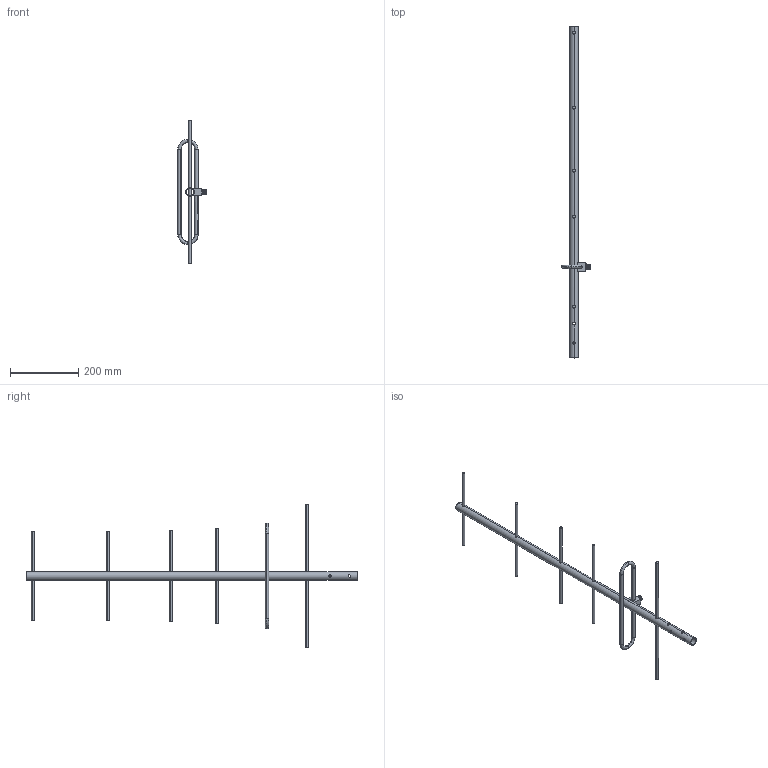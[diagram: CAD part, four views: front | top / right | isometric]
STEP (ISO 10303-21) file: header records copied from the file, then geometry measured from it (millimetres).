
FILE_DESCRIPTION (( 'STEP AP214' ), '1' );
FILE_NAME ('HG410P-NF_3D.STEP', '2021-04-08T12:10:30', ( '' ), ( '' ), 'SwSTEP 2.0', 'SolidWorks 2020', '' );
FILE_SCHEMA (( 'AUTOMOTIVE_DESIGN' ));
Length unit declared in the file: millimetre
Products named in the file (1): HG410P-NF_3D
Bounding box: 83.89 x 975 x 420 mm (x, y, z)
Volume: 205122.5 mm3; surface area: 223619.2 mm2
Topology: 7 solids, 8 shells, 128 faces, 392 edges, 257 vertices
Faces by surface type: cylinder 77, plane 28, bspline 19, cone 4
Entity records: 7450 total; most frequent: CARTESIAN_POINT 4127, ORIENTED_EDGE 784, DIRECTION 533, EDGE_CURVE 392, VERTEX_POINT 257, AXIS2_PLACEMENT_3D 201, B_SPLINE_CURVE_WITH_KNOTS 158, EDGE_LOOP 145
